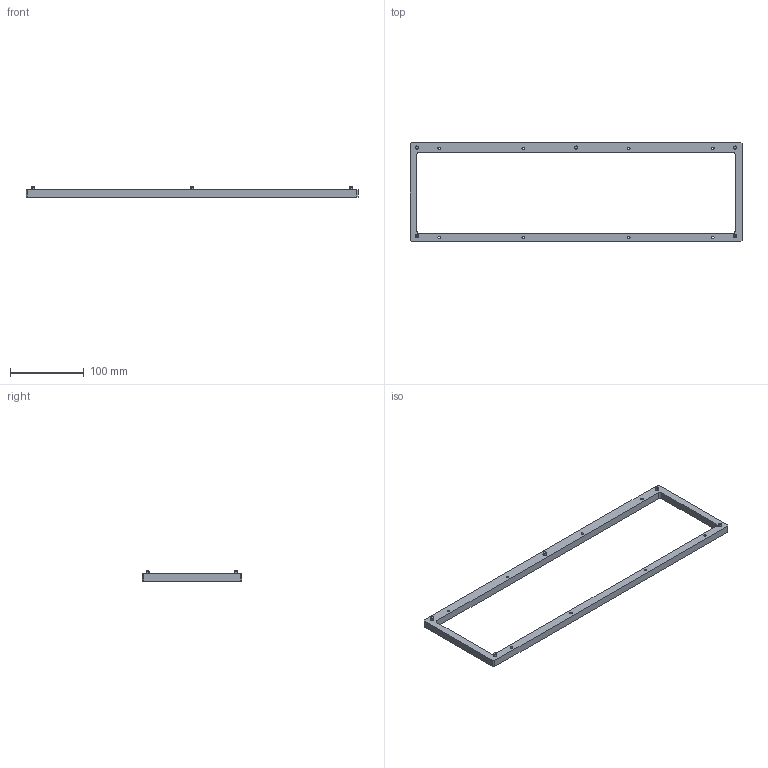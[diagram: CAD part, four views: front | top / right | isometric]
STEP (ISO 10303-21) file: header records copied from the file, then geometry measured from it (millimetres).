
FILE_DESCRIPTION (( 'STEP AP214' ), '1' );
FILE_NAME ('INGUN_114022.STEP', '2022-10-19T06:48:26', ( '' ), ( '' ), 'SwSTEP 2.0', 'SolidWorks 2021', '' );
FILE_SCHEMA (( 'AUTOMOTIVE_DESIGN' ));
Length unit declared in the file: millimetre
Products named in the file (3): INGUN_114022; 114023~0; DIN7991~n_M04,0x014 VA
Assembly tree (6 placements, depth 2):
  INGUN_114022
    114023~0
    DIN7991~n_M04,0x014 VA  x5
Bounding box: 451 x 135.5 x 14 mm (x, y, z)
Volume: 130967 mm3; surface area: 51485.1 mm2
Topology: 6 solids, 6 shells, 194 faces, 497 edges, 318 vertices
Faces by surface type: cylinder 135, cone 30, plane 29
Entity records: 3011 total; most frequent: DIRECTION 515, CARTESIAN_POINT 486, ORIENTED_EDGE 442, EDGE_CURVE 221, AXIS2_PLACEMENT_3D 207, VERTEX_POINT 142, CIRCLE 116, EDGE_LOOP 109
